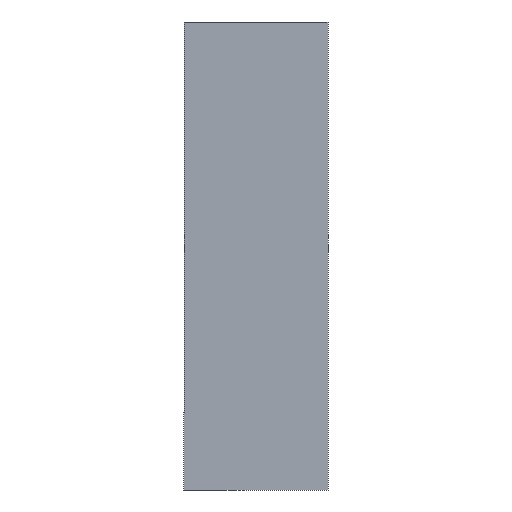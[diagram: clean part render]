
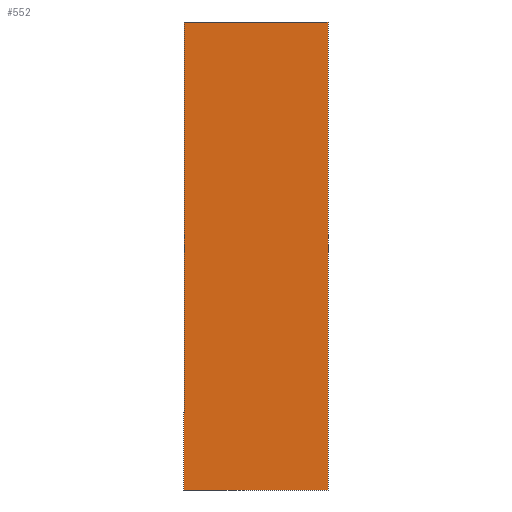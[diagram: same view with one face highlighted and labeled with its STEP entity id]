
A CAD part, left-side view. The second image highlights one B-rep face of the part: STEP entity #552.
In plain terms, the highlighted face is planar.
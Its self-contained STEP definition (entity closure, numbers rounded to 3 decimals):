
#72 = CARTESIAN_POINT ( 'NONE',  ( 65., -20., -5. ) ) ;
#108 = CARTESIAN_POINT ( 'NONE',  ( 59., -20., -5. ) ) ;
#116 = FACE_OUTER_BOUND ( 'NONE', #506, .T. ) ;
#123 = DIRECTION ( 'NONE',  ( 0., -1., 0. ) ) ;
#161 = AXIS2_PLACEMENT_3D ( 'NONE', #418, #284, #361 ) ;
#166 = CARTESIAN_POINT ( 'NONE',  ( -65., -20., -5. ) ) ;
#182 = CARTESIAN_POINT ( 'NONE',  ( -65., -14., -5. ) ) ;
#202 = ORIENTED_EDGE ( 'NONE', *, *, #686, .F. ) ;
#206 = ORIENTED_EDGE ( 'NONE', *, *, #583, .F. ) ;
#209 = VECTOR ( 'NONE', #123, 1000. ) ;
#229 = VECTOR ( 'NONE', #564, 1000. ) ;
#284 = DIRECTION ( 'NONE',  ( 0., 0., -1. ) ) ;
#299 = LINE ( 'NONE', #607, #229 ) ;
#352 = LINE ( 'NONE', #108, #812 ) ;
#361 = DIRECTION ( 'NONE',  ( -1., 0., 0. ) ) ;
#386 = LINE ( 'NONE', #763, #797 ) ;
#397 = ORIENTED_EDGE ( 'NONE', *, *, #707, .F. ) ;
#418 = CARTESIAN_POINT ( 'NONE',  ( -59., -14., -5. ) ) ;
#440 = VERTEX_POINT ( 'NONE', #72 ) ;
#445 = CARTESIAN_POINT ( 'NONE',  ( 65., 20., -5. ) ) ;
#474 = PLANE ( 'NONE',  #161 ) ;
#506 = EDGE_LOOP ( 'NONE', ( #206, #397, #704, #202 ) ) ;
#523 = EDGE_CURVE ( 'NONE', #664, #559, #299, .T. ) ;
#552 = ADVANCED_FACE ( 'NONE', ( #116 ), #474, .T. ) ;
#559 = VERTEX_POINT ( 'NONE', #742 ) ;
#564 = DIRECTION ( 'NONE',  ( -1., 0., 0. ) ) ;
#583 = EDGE_CURVE ( 'NONE', #585, #440, #352, .T. ) ;
#585 = VERTEX_POINT ( 'NONE', #166 ) ;
#607 = CARTESIAN_POINT ( 'NONE',  ( 59., 20., -5. ) ) ;
#634 = DIRECTION ( 'NONE',  ( 0., 1., 0. ) ) ;
#638 = LINE ( 'NONE', #182, #209 ) ;
#664 = VERTEX_POINT ( 'NONE', #445 ) ;
#686 = EDGE_CURVE ( 'NONE', #440, #664, #386, .T. ) ;
#704 = ORIENTED_EDGE ( 'NONE', *, *, #523, .F. ) ;
#707 = EDGE_CURVE ( 'NONE', #559, #585, #638, .T. ) ;
#742 = CARTESIAN_POINT ( 'NONE',  ( -65., 20., -5. ) ) ;
#763 = CARTESIAN_POINT ( 'NONE',  ( 65., -14., -5. ) ) ;
#793 = DIRECTION ( 'NONE',  ( 1., 0., 0. ) ) ;
#797 = VECTOR ( 'NONE', #634, 1000. ) ;
#812 = VECTOR ( 'NONE', #793, 1000. ) ;
